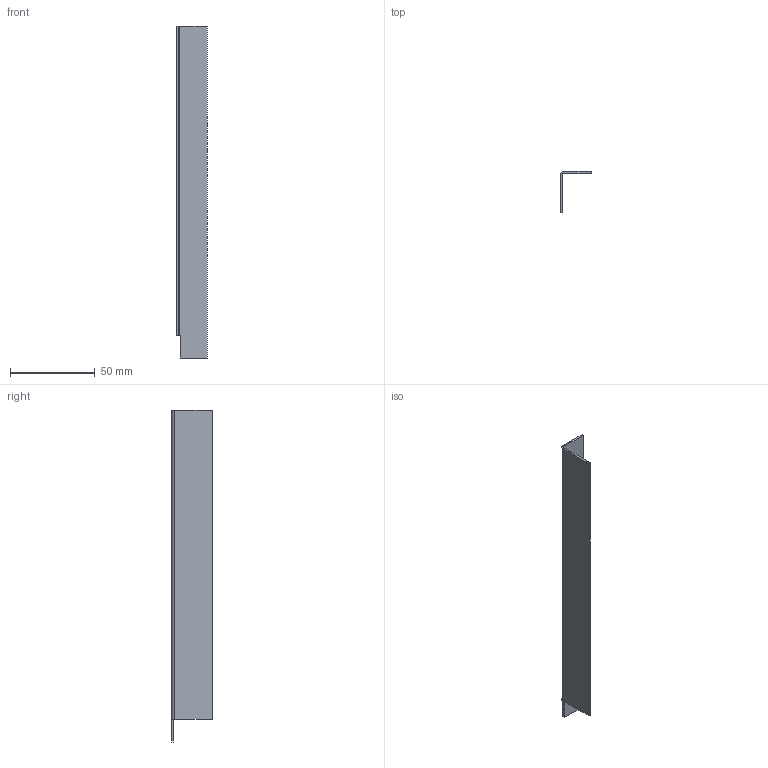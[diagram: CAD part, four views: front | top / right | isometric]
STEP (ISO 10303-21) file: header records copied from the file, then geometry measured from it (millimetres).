
FILE_DESCRIPTION (( 'STEP AP203' ), '1' );
FILE_NAME ('L_Heated_Chamber.STEP', '2023-04-26T11:01:03', ( '' ), ( '' ), 'SwSTEP 2.0', 'SolidWorks 2018', '' );
FILE_SCHEMA (( 'CONFIG_CONTROL_DESIGN' ));
Length unit declared in the file: millimetre
Products named in the file (1): L_Heated_Chamber
Bounding box: 18 x 23.85 x 195.5 mm (x, y, z)
Volume: 7554.2 mm3; surface area: 15580.1 mm2
Topology: 1 solids, 1 shells, 16 faces, 34 edges, 20 vertices
Faces by surface type: plane 14, cylinder 2
Entity records: 495 total; most frequent: DIRECTION 72, CARTESIAN_POINT 71, ORIENTED_EDGE 68, EDGE_CURVE 34, LINE 30, VECTOR 30, AXIS2_PLACEMENT_3D 21, VERTEX_POINT 20
